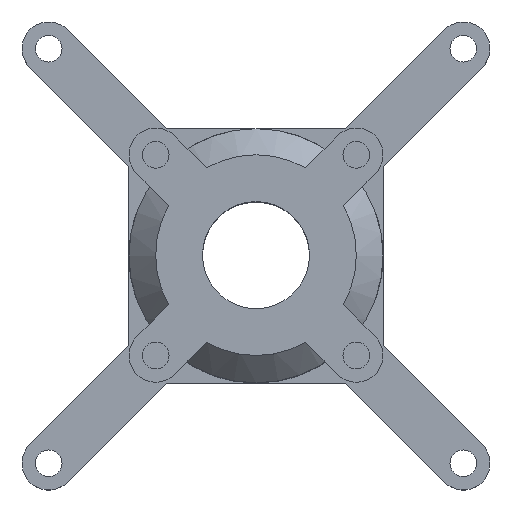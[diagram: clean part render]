
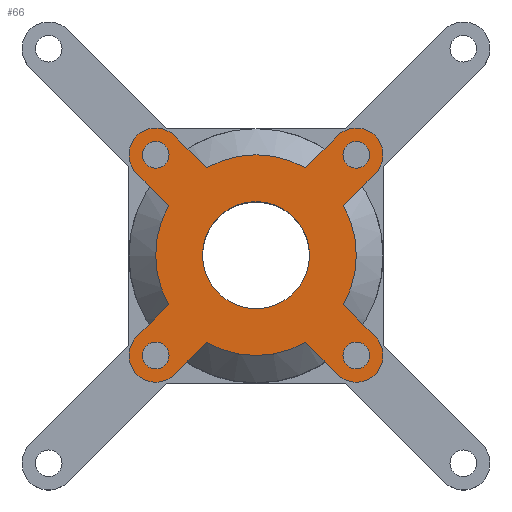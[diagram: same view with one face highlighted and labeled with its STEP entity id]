
A CAD part, top view. The second image highlights one B-rep face of the part: STEP entity #66.
In plain terms, the highlighted planar face has unit normal (0, 0, 1).
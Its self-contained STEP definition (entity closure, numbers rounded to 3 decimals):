
#66=ADVANCED_FACE('',(#291,#293,#295,#297,#299,#301),#303,.T.);
#291=FACE_BOUND('',#292,.T.);
#292=EDGE_LOOP('',(#1038,#1039,#1040,#1041,#1042,#1043,#1044,#1045,#1046,#1047,#1048,
#1049,#1050,#1051,#1052,#1053));
#293=FACE_BOUND('',#294,.T.);
#294=EDGE_LOOP('',(#1054));
#295=FACE_BOUND('',#296,.T.);
#296=EDGE_LOOP('',(#1055));
#297=FACE_BOUND('',#298,.T.);
#298=EDGE_LOOP('',(#1056));
#299=FACE_BOUND('',#300,.T.);
#300=EDGE_LOOP('',(#1057));
#301=FACE_BOUND('',#302,.T.);
#302=EDGE_LOOP('',(#1058));
#303=PLANE('',#304);
#304=AXIS2_PLACEMENT_3D('',#305,#306,#307);
#305=CARTESIAN_POINT('',(0.,0.,76.));
#306=DIRECTION('',(0.,0.,1.));
#307=DIRECTION('',(1.,0.,0.));
#1038=ORIENTED_EDGE('',*,*,#1506,.T.);
#1039=ORIENTED_EDGE('',*,*,#1507,.T.);
#1040=ORIENTED_EDGE('',*,*,#1508,.T.);
#1041=ORIENTED_EDGE('',*,*,#1509,.T.);
#1042=ORIENTED_EDGE('',*,*,#1510,.T.);
#1043=ORIENTED_EDGE('',*,*,#1511,.T.);
#1044=ORIENTED_EDGE('',*,*,#1512,.T.);
#1045=ORIENTED_EDGE('',*,*,#1513,.T.);
#1046=ORIENTED_EDGE('',*,*,#1514,.T.);
#1047=ORIENTED_EDGE('',*,*,#1515,.T.);
#1048=ORIENTED_EDGE('',*,*,#1516,.T.);
#1049=ORIENTED_EDGE('',*,*,#1517,.T.);
#1050=ORIENTED_EDGE('',*,*,#1518,.T.);
#1051=ORIENTED_EDGE('',*,*,#1519,.T.);
#1052=ORIENTED_EDGE('',*,*,#1520,.T.);
#1053=ORIENTED_EDGE('',*,*,#1521,.T.);
#1054=ORIENTED_EDGE('',*,*,#1456,.T.);
#1055=ORIENTED_EDGE('',*,*,#1522,.T.);
#1056=ORIENTED_EDGE('',*,*,#1523,.T.);
#1057=ORIENTED_EDGE('',*,*,#1524,.T.);
#1058=ORIENTED_EDGE('',*,*,#1525,.T.);
#1456=EDGE_CURVE('',#1722,#1722,#1723,.F.);
#1506=EDGE_CURVE('',#1806,#1807,#1808,.T.);
#1507=EDGE_CURVE('',#1807,#1809,#1810,.T.);
#1508=EDGE_CURVE('',#1809,#1811,#1812,.T.);
#1509=EDGE_CURVE('',#1811,#1813,#1814,.T.);
#1510=EDGE_CURVE('',#1813,#1815,#1816,.T.);
#1511=EDGE_CURVE('',#1815,#1817,#1818,.T.);
#1512=EDGE_CURVE('',#1817,#1819,#1820,.T.);
#1513=EDGE_CURVE('',#1819,#1821,#1822,.T.);
#1514=EDGE_CURVE('',#1821,#1823,#1824,.T.);
#1515=EDGE_CURVE('',#1823,#1825,#1826,.T.);
#1516=EDGE_CURVE('',#1825,#1827,#1828,.T.);
#1517=EDGE_CURVE('',#1827,#1829,#1830,.T.);
#1518=EDGE_CURVE('',#1829,#1831,#1832,.T.);
#1519=EDGE_CURVE('',#1831,#1833,#1834,.T.);
#1520=EDGE_CURVE('',#1833,#1835,#1836,.T.);
#1521=EDGE_CURVE('',#1835,#1806,#1837,.T.);
#1522=EDGE_CURVE('',#1838,#1838,#1839,.F.);
#1523=EDGE_CURVE('',#1840,#1840,#1841,.F.);
#1524=EDGE_CURVE('',#1842,#1842,#1843,.F.);
#1525=EDGE_CURVE('',#1844,#1844,#1845,.F.);
#1722=VERTEX_POINT('',#2178);
#1723=CIRCLE('',#2179,8.);
#1806=VERTEX_POINT('',#2382);
#1807=VERTEX_POINT('',#2383);
#1808=CIRCLE('',#2384,4.);
#1809=VERTEX_POINT('',#2388);
#1810=LINE('',#2389,#2390);
#1811=VERTEX_POINT('',#2392);
#1812=CIRCLE('',#2393,15.);
#1813=VERTEX_POINT('',#2397);
#1814=LINE('',#2398,#2399);
#1815=VERTEX_POINT('',#2401);
#1816=CIRCLE('',#2402,4.);
#1817=VERTEX_POINT('',#2406);
#1818=LINE('',#2407,#2408);
#1819=VERTEX_POINT('',#2410);
#1820=CIRCLE('',#2411,15.);
#1821=VERTEX_POINT('',#2415);
#1822=LINE('',#2416,#2417);
#1823=VERTEX_POINT('',#2419);
#1824=CIRCLE('',#2420,4.);
#1825=VERTEX_POINT('',#2424);
#1826=LINE('',#2425,#2426);
#1827=VERTEX_POINT('',#2428);
#1828=CIRCLE('',#2429,15.);
#1829=VERTEX_POINT('',#2433);
#1830=LINE('',#2434,#2435);
#1831=VERTEX_POINT('',#2437);
#1832=CIRCLE('',#2438,4.);
#1833=VERTEX_POINT('',#2442);
#1834=LINE('',#2443,#2444);
#1835=VERTEX_POINT('',#2446);
#1836=CIRCLE('',#2447,15.);
#1837=LINE('',#2451,#2452);
#1838=VERTEX_POINT('',#2454);
#1839=CIRCLE('',#2455,2.);
#1840=VERTEX_POINT('',#2459);
#1841=CIRCLE('',#2460,2.);
#1842=VERTEX_POINT('',#2464);
#1843=CIRCLE('',#2465,2.);
#1844=VERTEX_POINT('',#2469);
#1845=CIRCLE('',#2470,2.);
#2178=CARTESIAN_POINT('',(-8.,0.,76.));
#2179=AXIS2_PLACEMENT_3D('',#2180,#2181,#2182);
#2180=CARTESIAN_POINT('',(0.,0.,76.));
#2181=DIRECTION('',(0.,0.,1.));
#2182=DIRECTION('',(1.,0.,0.));
#2382=CARTESIAN_POINT('',(17.828,12.172,76.));
#2383=CARTESIAN_POINT('',(12.172,17.828,76.));
#2384=AXIS2_PLACEMENT_3D('',#2385,#2386,#2387);
#2385=CARTESIAN_POINT('',(15.,15.,76.));
#2386=DIRECTION('',(0.,0.,1.));
#2387=DIRECTION('',(0.707,-0.707,0.));
#2388=CARTESIAN_POINT('',(7.394,13.051,76.));
#2389=CARTESIAN_POINT('',(12.172,17.828,76.));
#2390=VECTOR('',#2391,1.);
#2391=DIRECTION('',(-0.707,-0.707,0.));
#2392=CARTESIAN_POINT('',(-7.394,13.051,76.));
#2393=AXIS2_PLACEMENT_3D('',#2394,#2395,#2396);
#2394=CARTESIAN_POINT('',(0.,0.,76.));
#2395=DIRECTION('',(0.,0.,1.));
#2396=DIRECTION('',(0.493,0.87,0.));
#2397=CARTESIAN_POINT('',(-12.172,17.828,76.));
#2398=CARTESIAN_POINT('',(-7.394,13.051,76.));
#2399=VECTOR('',#2400,1.);
#2400=DIRECTION('',(-0.707,0.707,0.));
#2401=CARTESIAN_POINT('',(-17.828,12.172,76.));
#2402=AXIS2_PLACEMENT_3D('',#2403,#2404,#2405);
#2403=CARTESIAN_POINT('',(-15.,15.,76.));
#2404=DIRECTION('',(0.,0.,1.));
#2405=DIRECTION('',(0.707,0.707,0.));
#2406=CARTESIAN_POINT('',(-13.051,7.394,76.));
#2407=CARTESIAN_POINT('',(-17.828,12.172,76.));
#2408=VECTOR('',#2409,1.);
#2409=DIRECTION('',(0.707,-0.707,0.));
#2410=CARTESIAN_POINT('',(-13.051,-7.394,76.));
#2411=AXIS2_PLACEMENT_3D('',#2412,#2413,#2414);
#2412=CARTESIAN_POINT('',(0.,0.,76.));
#2413=DIRECTION('',(0.,0.,1.));
#2414=DIRECTION('',(-0.87,0.493,0.));
#2415=CARTESIAN_POINT('',(-17.828,-12.172,76.));
#2416=CARTESIAN_POINT('',(-13.051,-7.394,76.));
#2417=VECTOR('',#2418,1.);
#2418=DIRECTION('',(-0.707,-0.707,0.));
#2419=CARTESIAN_POINT('',(-12.172,-17.828,76.));
#2420=AXIS2_PLACEMENT_3D('',#2421,#2422,#2423);
#2421=CARTESIAN_POINT('',(-15.,-15.,76.));
#2422=DIRECTION('',(0.,0.,1.));
#2423=DIRECTION('',(-0.707,0.707,0.));
#2424=CARTESIAN_POINT('',(-7.394,-13.051,76.));
#2425=CARTESIAN_POINT('',(-12.172,-17.828,76.));
#2426=VECTOR('',#2427,1.);
#2427=DIRECTION('',(0.707,0.707,0.));
#2428=CARTESIAN_POINT('',(7.394,-13.051,76.));
#2429=AXIS2_PLACEMENT_3D('',#2430,#2431,#2432);
#2430=CARTESIAN_POINT('',(0.,0.,76.));
#2431=DIRECTION('',(0.,0.,1.));
#2432=DIRECTION('',(-0.493,-0.87,0.));
#2433=CARTESIAN_POINT('',(12.172,-17.828,76.));
#2434=CARTESIAN_POINT('',(7.394,-13.051,76.));
#2435=VECTOR('',#2436,1.);
#2436=DIRECTION('',(0.707,-0.707,0.));
#2437=CARTESIAN_POINT('',(17.828,-12.172,76.));
#2438=AXIS2_PLACEMENT_3D('',#2439,#2440,#2441);
#2439=CARTESIAN_POINT('',(15.,-15.,76.));
#2440=DIRECTION('',(0.,0.,1.));
#2441=DIRECTION('',(-0.707,-0.707,0.));
#2442=CARTESIAN_POINT('',(13.051,-7.394,76.));
#2443=CARTESIAN_POINT('',(17.828,-12.172,76.));
#2444=VECTOR('',#2445,1.);
#2445=DIRECTION('',(-0.707,0.707,0.));
#2446=CARTESIAN_POINT('',(13.051,7.394,76.));
#2447=AXIS2_PLACEMENT_3D('',#2448,#2449,#2450);
#2448=CARTESIAN_POINT('',(0.,0.,76.));
#2449=DIRECTION('',(0.,0.,1.));
#2450=DIRECTION('',(0.87,-0.493,0.));
#2451=CARTESIAN_POINT('',(13.051,7.394,76.));
#2452=VECTOR('',#2453,1.);
#2453=DIRECTION('',(0.707,0.707,0.));
#2454=CARTESIAN_POINT('',(17.,15.,76.));
#2455=AXIS2_PLACEMENT_3D('',#2456,#2457,#2458);
#2456=CARTESIAN_POINT('',(15.,15.,76.));
#2457=DIRECTION('',(0.,0.,1.));
#2458=DIRECTION('',(1.,0.,0.));
#2459=CARTESIAN_POINT('',(-13.,15.,76.));
#2460=AXIS2_PLACEMENT_3D('',#2461,#2462,#2463);
#2461=CARTESIAN_POINT('',(-15.,15.,76.));
#2462=DIRECTION('',(0.,0.,1.));
#2463=DIRECTION('',(1.,0.,0.));
#2464=CARTESIAN_POINT('',(17.,-15.,76.));
#2465=AXIS2_PLACEMENT_3D('',#2466,#2467,#2468);
#2466=CARTESIAN_POINT('',(15.,-15.,76.));
#2467=DIRECTION('',(0.,0.,1.));
#2468=DIRECTION('',(1.,0.,0.));
#2469=CARTESIAN_POINT('',(-13.,-15.,76.));
#2470=AXIS2_PLACEMENT_3D('',#2471,#2472,#2473);
#2471=CARTESIAN_POINT('',(-15.,-15.,76.));
#2472=DIRECTION('',(0.,0.,1.));
#2473=DIRECTION('',(1.,0.,0.));
